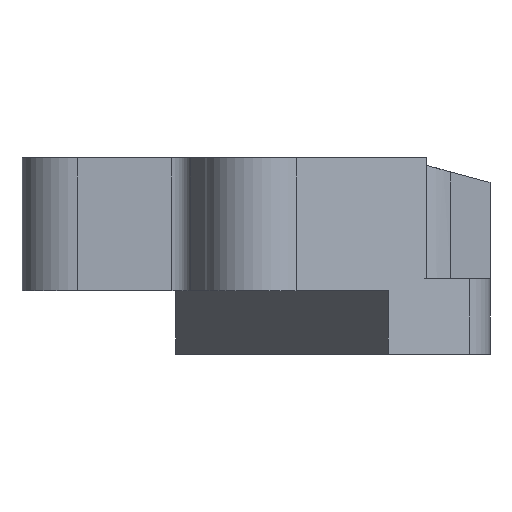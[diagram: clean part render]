
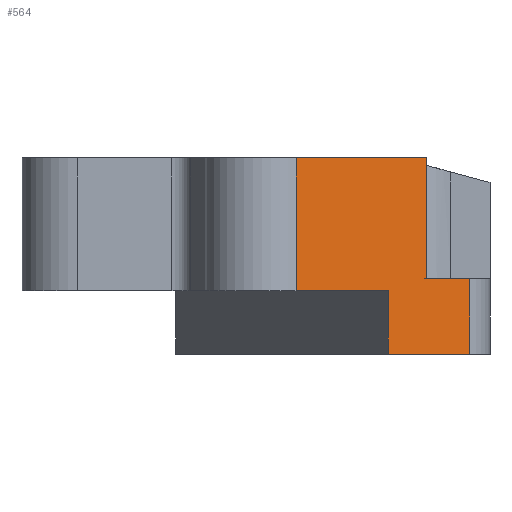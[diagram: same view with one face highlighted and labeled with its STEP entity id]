
A CAD part, front view. The second image highlights one B-rep face of the part: STEP entity #564.
In plain terms, the highlighted planar face has unit normal (0.634, -0.773, 0).
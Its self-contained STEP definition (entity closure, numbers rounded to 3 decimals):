
#5 = EDGE_CURVE ( 'NONE', #285, #1377, #750, .T. ) ;
#40 = DIRECTION ( 'NONE',  ( 0., 0., 1. ) ) ;
#97 = DIRECTION ( 'NONE',  ( 0.773, 0.634, 0. ) ) ;
#118 = ORIENTED_EDGE ( 'NONE', *, *, #659, .F. ) ;
#177 = CARTESIAN_POINT ( 'NONE',  ( -21.161, -108.356, 9.7 ) ) ;
#256 = EDGE_CURVE ( 'NONE', #915, #285, #261, .T. ) ;
#261 = LINE ( 'NONE', #673, #537 ) ;
#276 = LINE ( 'NONE', #908, #441 ) ;
#284 = EDGE_CURVE ( 'NONE', #616, #1152, #442, .T. ) ;
#285 = VERTEX_POINT ( 'NONE', #1450 ) ;
#340 = CARTESIAN_POINT ( 'NONE',  ( -7.067, -96.793, 9.7 ) ) ;
#358 = DIRECTION ( 'NONE',  ( 0.634, -0.773, 0. ) ) ;
#390 = CARTESIAN_POINT ( 'NONE',  ( -21.161, -108.356, 30. ) ) ;
#393 = CARTESIAN_POINT ( 'NONE',  ( -1.165, -91.951, 30. ) ) ;
#397 = VECTOR ( 'NONE', #984, 1000. ) ;
#409 = VECTOR ( 'NONE', #97, 1000. ) ;
#432 = DIRECTION ( 'NONE',  ( 0., 0., -1. ) ) ;
#441 = VECTOR ( 'NONE', #40, 1000. ) ;
#442 = LINE ( 'NONE', #939, #965 ) ;
#522 = AXIS2_PLACEMENT_3D ( 'NONE', #1480, #358, #1590 ) ;
#537 = VECTOR ( 'NONE', #1380, 1000. ) ;
#541 = DIRECTION ( 'NONE',  ( 0., 0., -1. ) ) ;
#543 = EDGE_CURVE ( 'NONE', #1152, #915, #1071, .T. ) ;
#564 = ADVANCED_FACE ( 'NONE', ( #851 ), #833, .T. ) ;
#568 = ORIENTED_EDGE ( 'NONE', *, *, #662, .T. ) ;
#616 = VERTEX_POINT ( 'NONE', #390 ) ;
#627 = VERTEX_POINT ( 'NONE', #755 ) ;
#659 = EDGE_CURVE ( 'NONE', #627, #1377, #1278, .T. ) ;
#662 = EDGE_CURVE ( 'NONE', #1529, #1507, #276, .T. ) ;
#673 = CARTESIAN_POINT ( 'NONE',  ( -7.067, -96.793, 9.7 ) ) ;
#676 = LINE ( 'NONE', #1162, #1357 ) ;
#750 = LINE ( 'NONE', #1374, #409 ) ;
#755 = CARTESIAN_POINT ( 'NONE',  ( 5.391, -86.571, 11.5 ) ) ;
#833 = PLANE ( 'NONE',  #522 ) ;
#851 = FACE_OUTER_BOUND ( 'NONE', #918, .T. ) ;
#864 = ORIENTED_EDGE ( 'NONE', *, *, #543, .T. ) ;
#878 = ORIENTED_EDGE ( 'NONE', *, *, #943, .F. ) ;
#882 = CARTESIAN_POINT ( 'NONE',  ( 5.391, -86.571, 30. ) ) ;
#907 = ORIENTED_EDGE ( 'NONE', *, *, #5, .T. ) ;
#908 = CARTESIAN_POINT ( 'NONE',  ( -1.165, -91.951, 11.5 ) ) ;
#915 = VERTEX_POINT ( 'NONE', #1200 ) ;
#918 = EDGE_LOOP ( 'NONE', ( #1598, #942, #864, #1505, #907, #118, #878, #568 ) ) ;
#919 = CARTESIAN_POINT ( 'NONE',  ( -1.165, -91.951, 11.5 ) ) ;
#939 = CARTESIAN_POINT ( 'NONE',  ( -21.161, -108.356, 30. ) ) ;
#942 = ORIENTED_EDGE ( 'NONE', *, *, #284, .T. ) ;
#943 = EDGE_CURVE ( 'NONE', #1529, #627, #1211, .T. ) ;
#965 = VECTOR ( 'NONE', #432, 1000. ) ;
#978 = CARTESIAN_POINT ( 'NONE',  ( 5.391, -86.571, 11.5 ) ) ;
#984 = DIRECTION ( 'NONE',  ( 0.773, 0.634, 0. ) ) ;
#1071 = LINE ( 'NONE', #340, #1264 ) ;
#1132 = VECTOR ( 'NONE', #541, 1000. ) ;
#1152 = VERTEX_POINT ( 'NONE', #177 ) ;
#1162 = CARTESIAN_POINT ( 'NONE',  ( -21.161, -108.356, 30. ) ) ;
#1200 = CARTESIAN_POINT ( 'NONE',  ( -7.067, -96.793, 9.7 ) ) ;
#1211 = LINE ( 'NONE', #978, #397 ) ;
#1264 = VECTOR ( 'NONE', #1611, 1000. ) ;
#1278 = LINE ( 'NONE', #882, #1132 ) ;
#1283 = DIRECTION ( 'NONE',  ( 0.773, 0.634, 0. ) ) ;
#1357 = VECTOR ( 'NONE', #1283, 1000. ) ;
#1374 = CARTESIAN_POINT ( 'NONE',  ( -21.161, -108.356, 0. ) ) ;
#1377 = VERTEX_POINT ( 'NONE', #1403 ) ;
#1380 = DIRECTION ( 'NONE',  ( 0., 0., -1. ) ) ;
#1403 = CARTESIAN_POINT ( 'NONE',  ( 5.391, -86.571, 0. ) ) ;
#1450 = CARTESIAN_POINT ( 'NONE',  ( -7.067, -96.793, 0. ) ) ;
#1480 = CARTESIAN_POINT ( 'NONE',  ( -21.161, -108.356, 30. ) ) ;
#1505 = ORIENTED_EDGE ( 'NONE', *, *, #256, .T. ) ;
#1507 = VERTEX_POINT ( 'NONE', #393 ) ;
#1529 = VERTEX_POINT ( 'NONE', #919 ) ;
#1590 = DIRECTION ( 'NONE',  ( 0.773, 0.634, 0. ) ) ;
#1593 = EDGE_CURVE ( 'NONE', #616, #1507, #676, .T. ) ;
#1598 = ORIENTED_EDGE ( 'NONE', *, *, #1593, .F. ) ;
#1611 = DIRECTION ( 'NONE',  ( 0.773, 0.634, 0. ) ) ;
